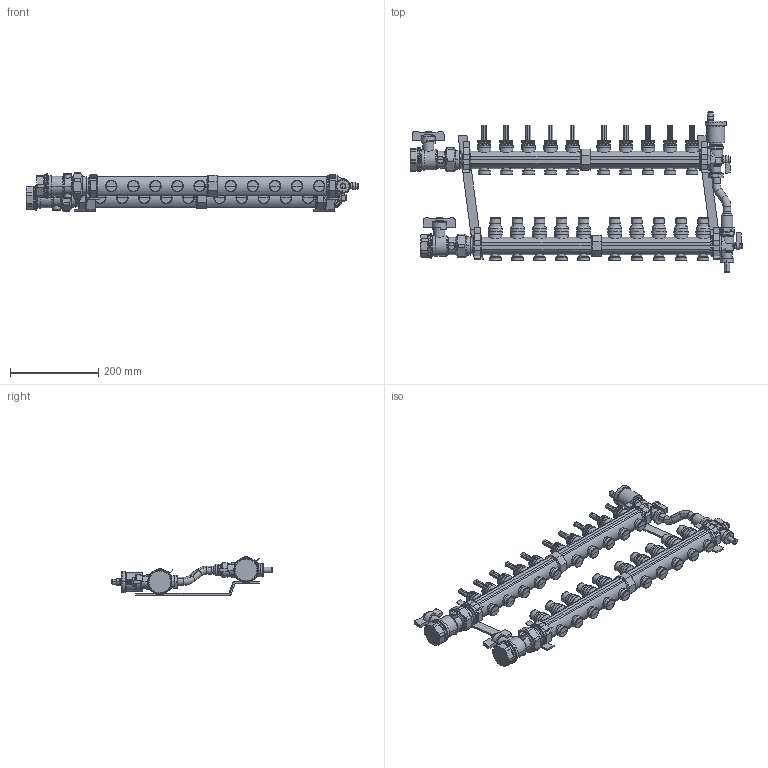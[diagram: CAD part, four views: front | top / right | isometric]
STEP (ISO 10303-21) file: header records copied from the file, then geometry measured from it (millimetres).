
FILE_DESCRIPTION(('CATIA V5 STEP Exchange'),'2;1');
FILE_NAME('STEP_6687L5S1_-_TST.stp','2019-09-18T08:45:22+00:00',('none'),('none'),'CATIA Version 5-6 Release 2016 SP4','CATIA V5 STEP AP203','none');
FILE_SCHEMA(('CONFIG_CONTROL_DESIGN'));
Products named in the file (1): 6687L5S1 - TST
Bounding box: 751.44 x 362.4 x 87.03 mm (x, y, z)
Volume: 3081183.2 mm3; surface area: 424278.3 mm2
Topology: 1 solids, 3 shells, 2149 faces, 6914 edges, 4837 vertices
Faces by surface type: cylinder 1072, plane 666, cone 248, torus 143, bspline 20
Entity records: 87319 total; most frequent: CARTESIAN_POINT 31377, ORIENTED_EDGE 13818, DIRECTION 8478, EDGE_CURVE 6909, VERTEX_POINT 4837, AXIS2_PLACEMENT_3D 3812, B_SPLINE_CURVE_WITH_KNOTS 2583, VECTOR 2561
